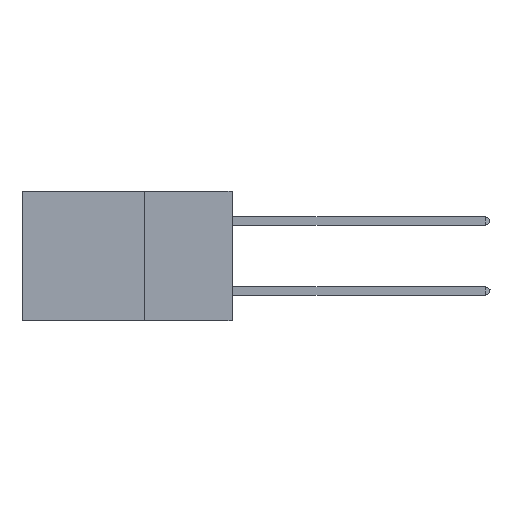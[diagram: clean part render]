
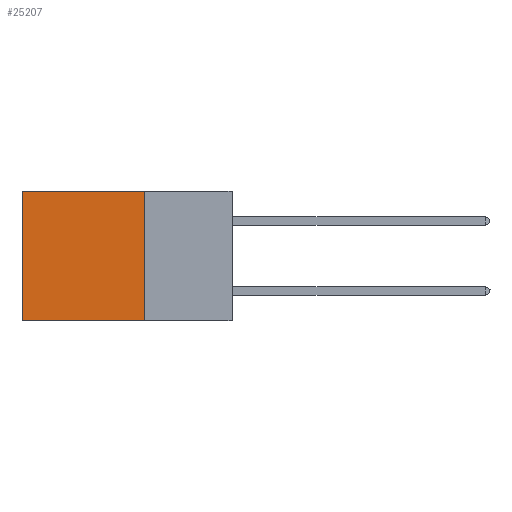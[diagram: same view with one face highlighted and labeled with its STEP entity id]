
A CAD part, left-side view. The second image highlights one B-rep face of the part: STEP entity #25207.
In plain terms, the highlighted planar face has unit normal (-1, 0, 0).
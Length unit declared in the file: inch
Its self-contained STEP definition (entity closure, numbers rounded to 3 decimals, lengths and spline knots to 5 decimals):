
#25 = ORIENTED_EDGE ( 'NONE', *, *, #18906, .F. ) ;
#2126 = EDGE_CURVE ( 'NONE', #22806, #16852, #5311, .T. ) ;
#4283 = ORIENTED_EDGE ( 'NONE', *, *, #2126, .T. ) ;
#5311 = LINE ( 'NONE', #22812, #32517 ) ;
#5570 = DIRECTION ( 'NONE',  ( 1., 0., 0. ) ) ;
#5897 = VERTEX_POINT ( 'NONE', #28818 ) ;
#6258 = EDGE_CURVE ( 'NONE', #16852, #24872, #19681, .T. ) ;
#7003 = CARTESIAN_POINT ( 'NONE',  ( 0.2875, 0.6, 0. ) ) ;
#7069 = CARTESIAN_POINT ( 'NONE',  ( 0.2875, 0.6, 0. ) ) ;
#9648 = EDGE_CURVE ( 'NONE', #22806, #5897, #13441, .T. ) ;
#12054 = CARTESIAN_POINT ( 'NONE',  ( 0.2875, 0.25, -0.37 ) ) ;
#13441 = LINE ( 'NONE', #27575, #32739 ) ;
#16852 = VERTEX_POINT ( 'NONE', #7069 ) ;
#18906 = EDGE_CURVE ( 'NONE', #5897, #24872, #31774, .T. ) ;
#19681 = LINE ( 'NONE', #7003, #37563 ) ;
#19906 = CARTESIAN_POINT ( 'NONE',  ( 0.2875, 0.25, 0. ) ) ;
#22421 = AXIS2_PLACEMENT_3D ( 'NONE', #19906, #5570, #37719 ) ;
#22806 = VERTEX_POINT ( 'NONE', #35338 ) ;
#22812 = CARTESIAN_POINT ( 'NONE',  ( 0.2875, 0.25, 0. ) ) ;
#23918 = DIRECTION ( 'NONE',  ( 0., 1., 0. ) ) ;
#24587 = FACE_OUTER_BOUND ( 'NONE', #31730, .T. ) ;
#24872 = VERTEX_POINT ( 'NONE', #31685 ) ;
#25207 = ADVANCED_FACE ( 'NONE', ( #24587 ), #28893, .F. ) ;
#25419 = DIRECTION ( 'NONE',  ( 0., 0., -1. ) ) ;
#27575 = CARTESIAN_POINT ( 'NONE',  ( 0.2875, 0.25, 0. ) ) ;
#28216 = ORIENTED_EDGE ( 'NONE', *, *, #6258, .T. ) ;
#28818 = CARTESIAN_POINT ( 'NONE',  ( 0.2875, 0.25, -0.37 ) ) ;
#28893 = PLANE ( 'NONE',  #22421 ) ;
#29873 = ORIENTED_EDGE ( 'NONE', *, *, #9648, .F. ) ;
#30546 = DIRECTION ( 'NONE',  ( 0., 0., -1. ) ) ;
#31262 = DIRECTION ( 'NONE',  ( 0., 1., 0. ) ) ;
#31685 = CARTESIAN_POINT ( 'NONE',  ( 0.2875, 0.6, -0.37 ) ) ;
#31730 = EDGE_LOOP ( 'NONE', ( #28216, #25, #29873, #4283 ) ) ;
#31774 = LINE ( 'NONE', #12054, #34517 ) ;
#32517 = VECTOR ( 'NONE', #31262, 39.37008 ) ;
#32739 = VECTOR ( 'NONE', #25419, 39.37008 ) ;
#34517 = VECTOR ( 'NONE', #23918, 39.37008 ) ;
#35338 = CARTESIAN_POINT ( 'NONE',  ( 0.2875, 0.25, 0. ) ) ;
#37563 = VECTOR ( 'NONE', #30546, 39.37008 ) ;
#37719 = DIRECTION ( 'NONE',  ( 0., 0., -1. ) ) ;
